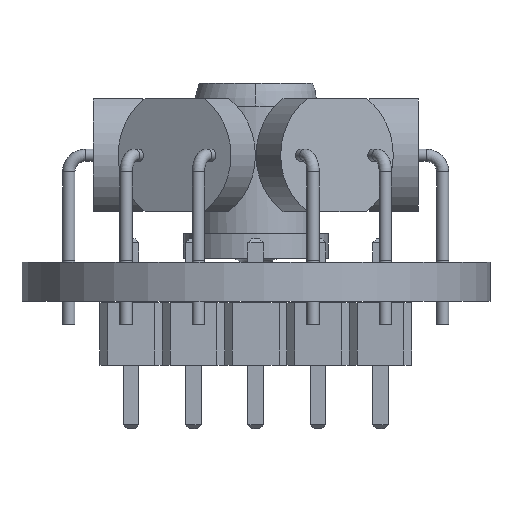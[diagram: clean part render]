
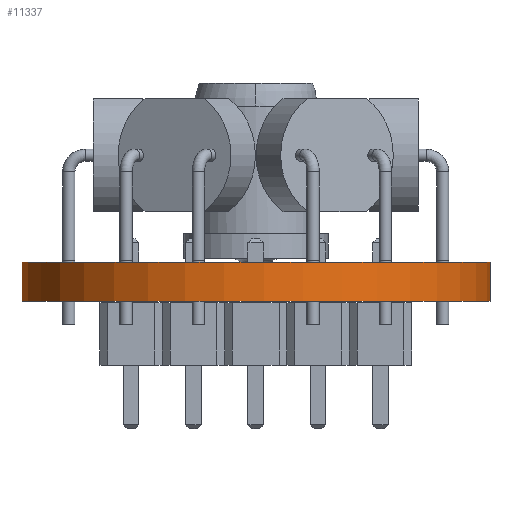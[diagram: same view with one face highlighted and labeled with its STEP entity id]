
A CAD part, left-side view. The second image highlights one B-rep face of the part: STEP entity #11337.
In plain terms, the highlighted cylindrical face has radius 9.546 mm (diameter 19.092 mm), a partial arc.
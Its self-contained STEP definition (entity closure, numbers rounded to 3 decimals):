
#11300 = VERTEX_POINT('',#11301);
#11301 = CARTESIAN_POINT('',(-0.635,9.525,2.54));
#11302 = VERTEX_POINT('',#11303);
#11303 = CARTESIAN_POINT('',(0.635,9.525,2.54));
#11310 = EDGE_CURVE('',#11302,#11311,#11313,.T.);
#11311 = VERTEX_POINT('',#11312);
#11312 = CARTESIAN_POINT('',(0.635,9.525,4.14));
#11313 = LINE('',#11314,#11315);
#11314 = CARTESIAN_POINT('',(0.635,9.525,2.54));
#11315 = VECTOR('',#11316,1.);
#11316 = DIRECTION('',(0.,0.,1.));
#11319 = VERTEX_POINT('',#11320);
#11320 = CARTESIAN_POINT('',(-0.635,9.525,4.14));
#11327 = EDGE_CURVE('',#11300,#11319,#11328,.T.);
#11328 = LINE('',#11329,#11330);
#11329 = CARTESIAN_POINT('',(-0.635,9.525,2.54));
#11330 = VECTOR('',#11331,1.);
#11331 = DIRECTION('',(0.,0.,1.));
#11337 = ADVANCED_FACE('',(#11338),#11356,.T.);
#11338 = FACE_BOUND('',#11339,.T.);
#11339 = EDGE_LOOP('',(#11340,#11347,#11348,#11355));
#11340 = ORIENTED_EDGE('',*,*,#11341,.T.);
#11341 = EDGE_CURVE('',#11300,#11302,#11342,.T.);
#11342 = CIRCLE('',#11343,9.546);
#11343 = AXIS2_PLACEMENT_3D('',#11344,#11345,#11346);
#11344 = CARTESIAN_POINT('',(0.,0.,2.54));
#11345 = DIRECTION('',(0.,0.,1.));
#11346 = DIRECTION('',(1.,0.,0.));
#11347 = ORIENTED_EDGE('',*,*,#11310,.T.);
#11348 = ORIENTED_EDGE('',*,*,#11349,.F.);
#11349 = EDGE_CURVE('',#11319,#11311,#11350,.T.);
#11350 = CIRCLE('',#11351,9.546);
#11351 = AXIS2_PLACEMENT_3D('',#11352,#11353,#11354);
#11352 = CARTESIAN_POINT('',(0.,0.,4.14));
#11353 = DIRECTION('',(0.,0.,1.));
#11354 = DIRECTION('',(1.,0.,0.));
#11355 = ORIENTED_EDGE('',*,*,#11327,.F.);
#11356 = CYLINDRICAL_SURFACE('',#11357,9.546);
#11357 = AXIS2_PLACEMENT_3D('',#11358,#11359,#11360);
#11358 = CARTESIAN_POINT('',(0.,0.,2.54));
#11359 = DIRECTION('',(-0.,-0.,-1.));
#11360 = DIRECTION('',(1.,0.,0.));
